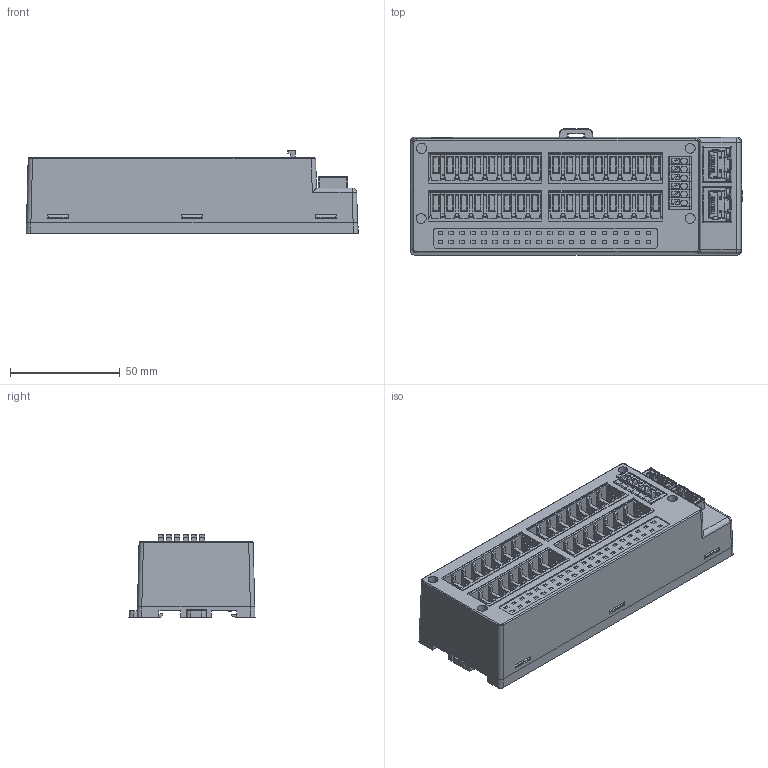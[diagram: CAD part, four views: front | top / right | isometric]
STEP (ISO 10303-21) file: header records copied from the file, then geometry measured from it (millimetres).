
FILE_DESCRIPTION(/* description */ (''),/* implementation_level */ '2;1');
FILE_NAME(/* name */ '',/* time_stamp */ '2024-10-23T14:36:53+08:00',/* author */ (''),/* organization */ (''),/* preprocessor_version */ 'ST-DEVELOPER v14',/* originating_system */ 'SIEMENS PLM Software NX 8.0',/* authorisation */ '');
FILE_SCHEMA (('AUTOMOTIVE_DESIGN { 1 0 10303 214 3 1 1 1 }'));
Products named in the file (1): EC6R-32
Bounding box: 151.53 x 57.52 x 37.78 mm (x, y, z)
Volume: 221617.7 mm3; surface area: 54881.5 mm2
Topology: 3 solids, 4 shells, 3376 faces, 9407 edges, 6080 vertices
Faces by surface type: plane 2723, cylinder 507, torus 80, bspline 52, sphere 10, cone 4
Full cylindrical faces by diameter (mm): 0.45 x62, 1.168 x7, 1.178 x7, 3 x2, 4.5 x2, 4.6 x2
Entity records: 111131 total; most frequent: CARTESIAN_POINT 25878, ORIENTED_EDGE 18298, DIRECTION 16421, EDGE_CURVE 9149, LINE 7811, VECTOR 7811, VERTEX_POINT 5994, AXIS2_PLACEMENT_3D 4305
